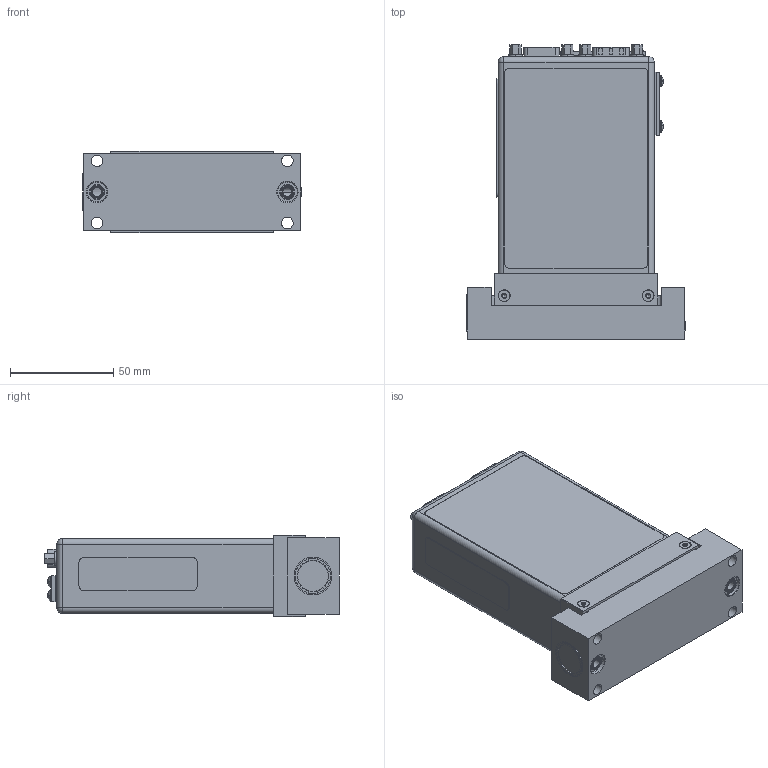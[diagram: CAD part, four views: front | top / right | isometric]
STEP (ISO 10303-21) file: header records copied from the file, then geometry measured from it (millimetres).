
FILE_DESCRIPTION((''),'2;1');
FILE_NAME('IM50A_C-SEAL_PROFIBUS_ASM','2015-10-14T',('cockrofm'),(''),'PRO/ENGINEER BY PARAMETRIC TECHNOLOGY CORPORATION, 2011490','PRO/ENGINEER BY PARAMETRIC TECHNOLOGY CORPORATION, 2011490','');
FILE_SCHEMA(('CONFIG_CONTROL_DESIGN'));
Length unit declared in the file: inch
Products named in the file (25): 1048244_FLANGE_1; 1050068_ENCLOSURE_1; 1050067_WELDMENT_ASM_1_ASM; 1050064_9-PIN_CONN_FEMALE_1; 1050063_9-PIN_CONN_MALE_1; 1048642_STANDOFF_4-40_1; 1046660_FOR_SWITCHES_1; 1050727_PLATE_COVER_1; MANIFOLD_SOLID_BREP_30729; MANIFOLD_SOLID_BREP_30863; 1051195-001_1_ASM; 1046660_FOR_RJ45_1; 1046661_PLATE_COVER_1; 1048485_LABEL_1; 1048486_LABEL_REAR_1; 119937-P9_LARGE-SINGLE_1; 1050983_LABEL_SWITCHES_1; 1050982_LABEL_TOP_PROFIBUS_1; 1031369_DISC_1; 1051209_1; IE50A_C-SEAL_PROFIBUS_ASM_5_ASM; 1052598_FOR_STPS; 136492_PIN; 1052598_FOR_STPS_ASM; IM50A_C-SEAL_PROFIBUS_ASM
Assembly tree (41 placements, depth 4):
  IM50A_C-SEAL_PROFIBUS_ASM
    IE50A_C-SEAL_PROFIBUS_ASM_5_ASM
      1050067_WELDMENT_ASM_1_ASM
        1048244_FLANGE_1
        1050068_ENCLOSURE_1
      1050064_9-PIN_CONN_FEMALE_1
      1050063_9-PIN_CONN_MALE_1
      1048642_STANDOFF_4-40_1  x8
      1046660_FOR_SWITCHES_1
      1050727_PLATE_COVER_1
      1051195-001_1_ASM  x6
        MANIFOLD_SOLID_BREP_30729
        MANIFOLD_SOLID_BREP_30863
      1046660_FOR_RJ45_1
      1046661_PLATE_COVER_1
      1048485_LABEL_1
      1048486_LABEL_REAR_1
      119937-P9_LARGE-SINGLE_1
      1050983_LABEL_SWITCHES_1  x2
      1050982_LABEL_TOP_PROFIBUS_1  x2
      1031369_DISC_1
      1051209_1  x4
    1052598_FOR_STPS_ASM
      1052598_FOR_STPS
      136492_PIN
Bounding box: 105.74 x 142.32 x 39.47 mm (x, y, z)
Volume: 116291.8 mm3; surface area: 123776.9 mm2
Topology: 42 solids, 46 shells, 2372 faces, 5975 edges, 3839 vertices
Faces by surface type: plane 1304, cylinder 571, cone 188, extrusion 168, torus 106, sphere 21, bspline 14
Entity records: 44685 total; most frequent: CARTESIAN_POINT 10563, DIRECTION 7071, ORIENTED_EDGE 6824, EDGE_CURVE 3420, AXIS2_PLACEMENT_3D 2396, VECTOR 2279, VERTEX_POINT 2252, LINE 2211
